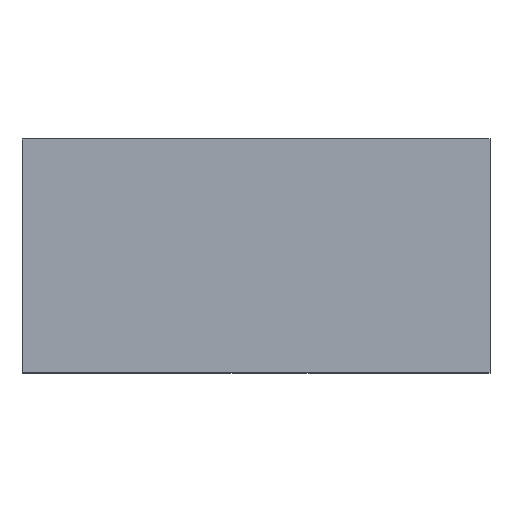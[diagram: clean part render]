
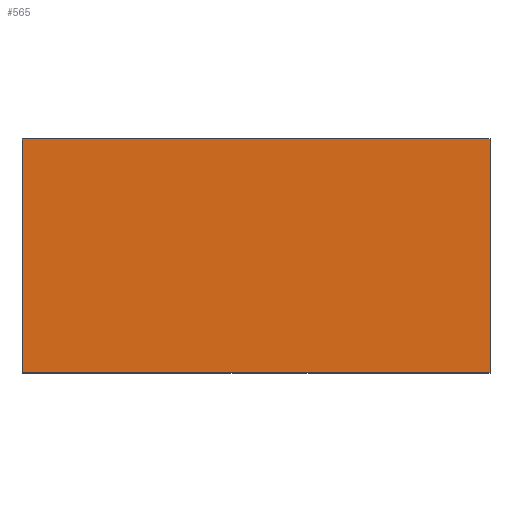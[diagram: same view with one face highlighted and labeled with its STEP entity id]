
A CAD part, front view. The second image highlights one B-rep face of the part: STEP entity #565.
In plain terms, the highlighted planar face has unit normal (0, -1, 0).
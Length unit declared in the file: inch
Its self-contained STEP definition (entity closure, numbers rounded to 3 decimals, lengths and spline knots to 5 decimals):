
#502=CARTESIAN_POINT('',(0.0,0.0,0.0));
#503=VERTEX_POINT('',#502);
#510=CARTESIAN_POINT('',(0.0,0.,0.75));
#511=VERTEX_POINT('',#510);
#512=CARTESIAN_POINT('',(0.0,0.,0.75));
#513=DIRECTION('',(0.0,0.0,-1.0));
#514=VECTOR('',#513,0.75);
#515=LINE('',#512,#514);
#516=EDGE_CURVE('',#511,#503,#515,.T.);
#535=CARTESIAN_POINT('',(0.0,0.,0.75));
#536=DIRECTION('',(0.0,-1.0,0.0));
#537=DIRECTION('',(0.0,0.0,-1.0));
#538=AXIS2_PLACEMENT_3D('',#535,#536,#537);
#539=PLANE('',#538);
#540=CARTESIAN_POINT('',(1.5,0.0,0.));
#541=VERTEX_POINT('',#540);
#542=CARTESIAN_POINT('',(0.0,0.,0.));
#543=DIRECTION('',(1.0,0.0,0.0));
#544=VECTOR('',#543,1.5);
#545=LINE('',#542,#544);
#546=EDGE_CURVE('',#503,#541,#545,.T.);
#547=ORIENTED_EDGE('',*,*,#546,.T.);
#548=CARTESIAN_POINT('',(1.5,0.,0.75));
#549=VERTEX_POINT('',#548);
#550=CARTESIAN_POINT('',(1.5,0.,0.75));
#551=DIRECTION('',(0.0,0.0,-1.0));
#552=VECTOR('',#551,0.75);
#553=LINE('',#550,#552);
#554=EDGE_CURVE('',#549,#541,#553,.T.);
#555=ORIENTED_EDGE('',*,*,#554,.F.);
#556=CARTESIAN_POINT('',(1.5,0.,0.75));
#557=DIRECTION('',(-1.0,0.0,0.0));
#558=VECTOR('',#557,1.5);
#559=LINE('',#556,#558);
#560=EDGE_CURVE('',#549,#511,#559,.T.);
#561=ORIENTED_EDGE('',*,*,#560,.T.);
#562=ORIENTED_EDGE('',*,*,#516,.T.);
#563=EDGE_LOOP('',(#547,#555,#561,#562));
#564=FACE_OUTER_BOUND('',#563,.T.);
#565=ADVANCED_FACE('',(#564),#539,.T.);
